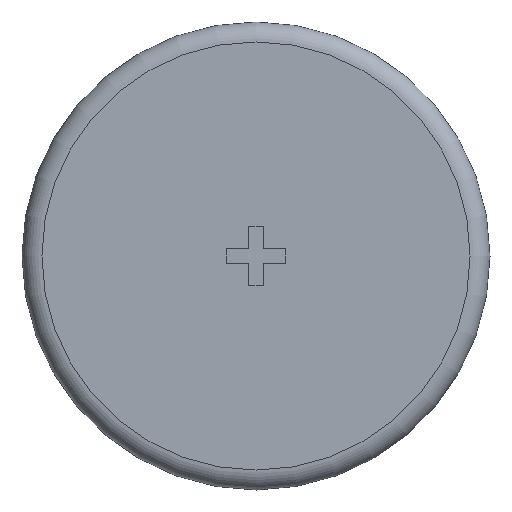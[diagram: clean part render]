
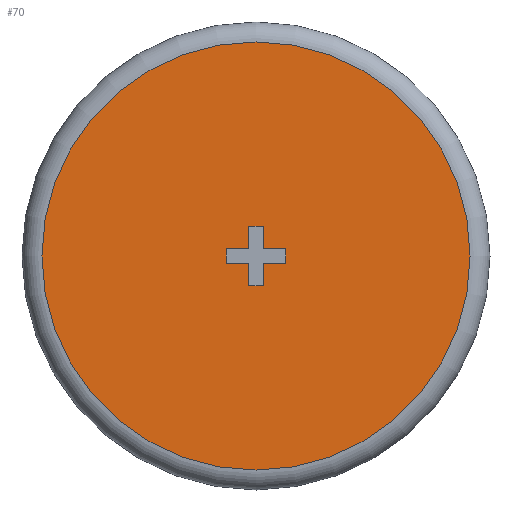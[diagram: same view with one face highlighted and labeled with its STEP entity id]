
A CAD part, front view. The second image highlights one B-rep face of the part: STEP entity #70.
In plain terms, the highlighted planar face has unit normal (0, -1, 0).
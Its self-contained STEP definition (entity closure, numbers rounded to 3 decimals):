
#70 = ADVANCED_FACE( '', ( #144, #145 ), #146, .F. );
#144 = FACE_BOUND( '', #217, .T. );
#145 = FACE_OUTER_BOUND( '', #218, .T. );
#146 = PLANE( '', #219 );
#217 = EDGE_LOOP( '', ( #342, #343, #344, #345, #346, #347, #348, #349, #350, #351, #352, #353 ) );
#218 = EDGE_LOOP( '', ( #354 ) );
#219 = AXIS2_PLACEMENT_3D( '', #355, #356, #357 );
#342 = ORIENTED_EDGE( '', *, *, #430, .T. );
#343 = ORIENTED_EDGE( '', *, *, #425, .F. );
#344 = ORIENTED_EDGE( '', *, *, #453, .T. );
#345 = ORIENTED_EDGE( '', *, *, #433, .T. );
#346 = ORIENTED_EDGE( '', *, *, #450, .T. );
#347 = ORIENTED_EDGE( '', *, *, #454, .T. );
#348 = ORIENTED_EDGE( '', *, *, #455, .T. );
#349 = ORIENTED_EDGE( '', *, *, #456, .T. );
#350 = ORIENTED_EDGE( '', *, *, #446, .T. );
#351 = ORIENTED_EDGE( '', *, *, #457, .T. );
#352 = ORIENTED_EDGE( '', *, *, #416, .T. );
#353 = ORIENTED_EDGE( '', *, *, #421, .T. );
#354 = ORIENTED_EDGE( '', *, *, #409, .T. );
#355 = CARTESIAN_POINT( '', ( 21.5, 0., 0. ) );
#356 = DIRECTION( '', ( 0., 1., 0. ) );
#357 = DIRECTION( '', ( 0., 0., 1. ) );
#409 = EDGE_CURVE( '', #474, #474, #475, .T. );
#416 = EDGE_CURVE( '', #484, #485, #486, .T. );
#421 = EDGE_CURVE( '', #485, #493, #494, .T. );
#425 = EDGE_CURVE( '', #499, #500, #501, .T. );
#430 = EDGE_CURVE( '', #493, #500, #508, .T. );
#433 = EDGE_CURVE( '', #511, #512, #513, .T. );
#446 = EDGE_CURVE( '', #533, #534, #535, .T. );
#450 = EDGE_CURVE( '', #512, #539, #540, .T. );
#453 = EDGE_CURVE( '', #499, #511, #543, .T. );
#454 = EDGE_CURVE( '', #539, #544, #545, .T. );
#455 = EDGE_CURVE( '', #544, #546, #547, .T. );
#456 = EDGE_CURVE( '', #546, #533, #548, .T. );
#457 = EDGE_CURVE( '', #534, #484, #549, .T. );
#474 = VERTEX_POINT( '', #566 );
#475 = CIRCLE( '', #567, 21.5 );
#484 = VERTEX_POINT( '', #576 );
#485 = VERTEX_POINT( '', #577 );
#486 = LINE( '', #578, #579 );
#493 = VERTEX_POINT( '', #589 );
#494 = LINE( '', #590, #591 );
#499 = VERTEX_POINT( '', #598 );
#500 = VERTEX_POINT( '', #599 );
#501 = LINE( '', #600, #601 );
#508 = LINE( '', #611, #612 );
#511 = VERTEX_POINT( '', #616 );
#512 = VERTEX_POINT( '', #617 );
#513 = LINE( '', #618, #619 );
#533 = VERTEX_POINT( '', #649 );
#534 = VERTEX_POINT( '', #650 );
#535 = LINE( '', #651, #652 );
#539 = VERTEX_POINT( '', #658 );
#540 = LINE( '', #659, #660 );
#543 = LINE( '', #664, #665 );
#544 = VERTEX_POINT( '', #666 );
#545 = LINE( '', #667, #668 );
#546 = VERTEX_POINT( '', #669 );
#547 = LINE( '', #670, #671 );
#548 = LINE( '', #672, #673 );
#549 = LINE( '', #674, #675 );
#566 = CARTESIAN_POINT( '', ( 0., 0., -21.5 ) );
#567 = AXIS2_PLACEMENT_3D( '', #695, #696, #697 );
#576 = CARTESIAN_POINT( '', ( -0.75, 0., 3. ) );
#577 = CARTESIAN_POINT( '', ( 0.75, 0., 3. ) );
#578 = CARTESIAN_POINT( '', ( -0.75, 0., 3. ) );
#579 = VECTOR( '', #704, 1000. );
#589 = CARTESIAN_POINT( '', ( 0.75, 0., 0.75 ) );
#590 = CARTESIAN_POINT( '', ( 0.75, 0., 3. ) );
#591 = VECTOR( '', #708, 1000. );
#598 = CARTESIAN_POINT( '', ( 3., 0., -0.75 ) );
#599 = CARTESIAN_POINT( '', ( 3., 0., 0.75 ) );
#600 = CARTESIAN_POINT( '', ( 3., 0., 0. ) );
#601 = VECTOR( '', #711, 1000. );
#611 = CARTESIAN_POINT( '', ( 0.75, 0., 0.75 ) );
#612 = VECTOR( '', #715, 1000. );
#616 = CARTESIAN_POINT( '', ( 0.75, 0., -0.75 ) );
#617 = CARTESIAN_POINT( '', ( 0.75, 0., -3. ) );
#618 = CARTESIAN_POINT( '', ( 0.75, 0., -0.75 ) );
#619 = VECTOR( '', #717, 1000. );
#649 = CARTESIAN_POINT( '', ( -3., 0., 0.75 ) );
#650 = CARTESIAN_POINT( '', ( -0.75, 0., 0.75 ) );
#651 = CARTESIAN_POINT( '', ( -3., 0., 0.75 ) );
#652 = VECTOR( '', #728, 1000. );
#658 = CARTESIAN_POINT( '', ( -0.75, 0., -3. ) );
#659 = CARTESIAN_POINT( '', ( 0.75, 0., -3. ) );
#660 = VECTOR( '', #731, 1000. );
#664 = CARTESIAN_POINT( '', ( 3., 0., -0.75 ) );
#665 = VECTOR( '', #733, 1000. );
#666 = CARTESIAN_POINT( '', ( -0.75, 0., -0.75 ) );
#667 = CARTESIAN_POINT( '', ( -0.75, 0., -3. ) );
#668 = VECTOR( '', #734, 1000. );
#669 = CARTESIAN_POINT( '', ( -3., 0., -0.75 ) );
#670 = CARTESIAN_POINT( '', ( -0.75, 0., -0.75 ) );
#671 = VECTOR( '', #735, 1000. );
#672 = CARTESIAN_POINT( '', ( -3., 0., -0.75 ) );
#673 = VECTOR( '', #736, 1000. );
#674 = CARTESIAN_POINT( '', ( -0.75, 0., 0.75 ) );
#675 = VECTOR( '', #737, 1000. );
#695 = CARTESIAN_POINT( '', ( 0., 0., 0. ) );
#696 = DIRECTION( '', ( 0., -1., 0. ) );
#697 = DIRECTION( '', ( 0., 0., -1. ) );
#704 = DIRECTION( '', ( 1., 0., 0. ) );
#708 = DIRECTION( '', ( 0., 0., -1. ) );
#711 = DIRECTION( '', ( 0., 0., 1. ) );
#715 = DIRECTION( '', ( 1., 0., 0. ) );
#717 = DIRECTION( '', ( 0., 0., -1. ) );
#728 = DIRECTION( '', ( 1., 0., 0. ) );
#731 = DIRECTION( '', ( -1., 0., 0. ) );
#733 = DIRECTION( '', ( -1., 0., 0. ) );
#734 = DIRECTION( '', ( 0., 0., 1. ) );
#735 = DIRECTION( '', ( -1., 0., 0. ) );
#736 = DIRECTION( '', ( 0., 0., 1. ) );
#737 = DIRECTION( '', ( 0., 0., 1. ) );
